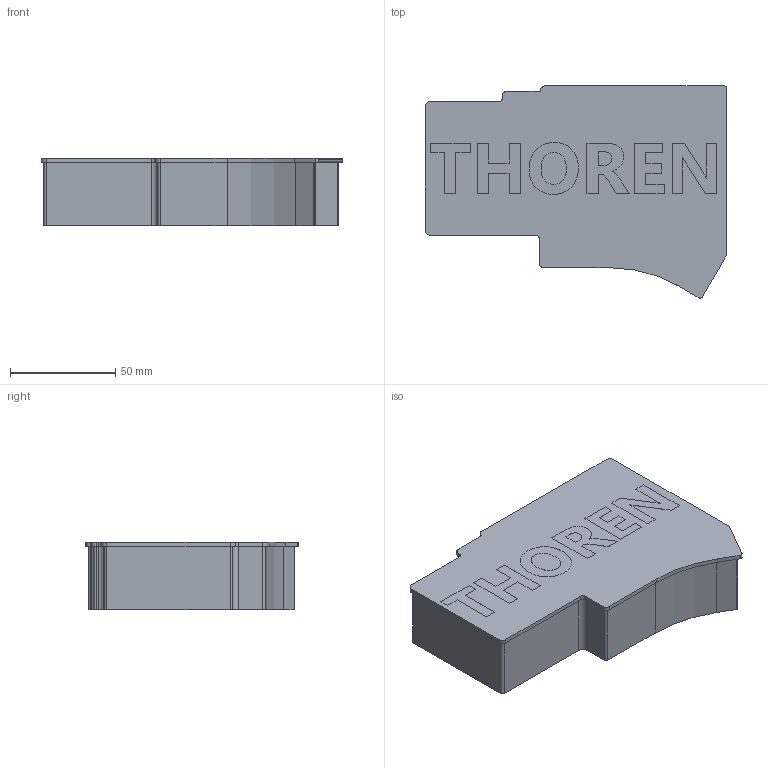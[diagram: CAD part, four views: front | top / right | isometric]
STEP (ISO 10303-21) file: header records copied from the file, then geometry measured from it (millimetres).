
FILE_DESCRIPTION (( 'STEP AP214' ), '1' );
FILE_NAME ('carrying-case-inner.STEP', '2025-01-28T07:28:35', ( '' ), ( '' ), 'SwSTEP 2.0', 'SolidWorks 2020', '' );
FILE_SCHEMA (( 'AUTOMOTIVE_DESIGN' ));
Length unit declared in the file: millimetre
Products named in the file (1): carrying-case-inner
Bounding box: 142.9 x 100.63 x 32 mm (x, y, z)
Volume: 34957.8 mm3; surface area: 44703.7 mm2
Topology: 1 solids, 1 shells, 162 faces, 447 edges, 297 vertices
Faces by surface type: plane 112, cylinder 31, bspline 19
Entity records: 6095 total; most frequent: CARTESIAN_POINT 2007, ORIENTED_EDGE 894, DIRECTION 750, EDGE_CURVE 447, LINE 350, VECTOR 350, VERTEX_POINT 297, AXIS2_PLACEMENT_3D 200
